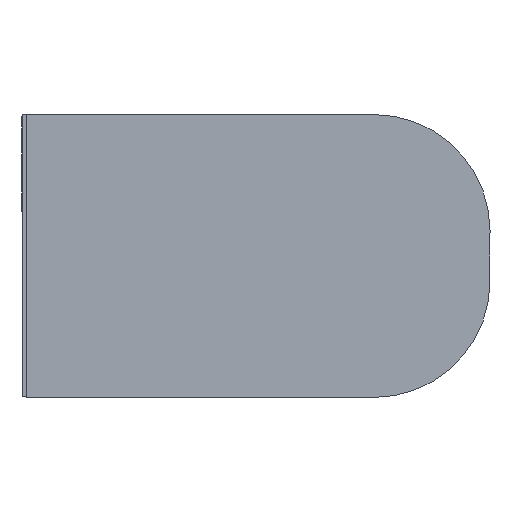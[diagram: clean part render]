
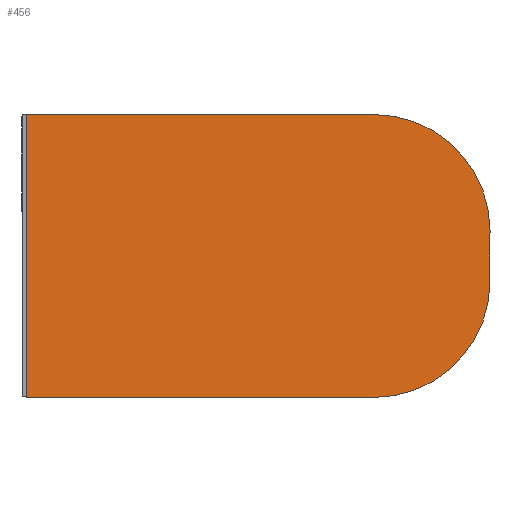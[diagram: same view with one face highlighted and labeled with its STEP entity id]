
A CAD part, front view. The second image highlights one B-rep face of the part: STEP entity #456.
In plain terms, the highlighted planar face has unit normal (0.052, -0.999, 0).
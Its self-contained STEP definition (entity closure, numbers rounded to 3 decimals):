
#29=PLANE('',#512);
#53=FACE_OUTER_BOUND('',#79,.T.);
#79=EDGE_LOOP('',(#410,#411,#412,#413,#414,#415,#416));
#96=LINE('',#695,#142);
#104=LINE('',#717,#150);
#109=LINE('',#732,#155);
#126=LINE('',#774,#172);
#127=LINE('',#775,#173);
#142=VECTOR('',#557,10.);
#150=VECTOR('',#575,10.);
#155=VECTOR('',#590,10.);
#172=VECTOR('',#641,10.);
#173=VECTOR('',#642,10.);
#183=CIRCLE('',#488,20.);
#186=CIRCLE('',#494,20.);
#210=VERTEX_POINT('',#692);
#211=VERTEX_POINT('',#694);
#215=VERTEX_POINT('',#704);
#216=VERTEX_POINT('',#705);
#220=VERTEX_POINT('',#715);
#224=VERTEX_POINT('',#729);
#225=VERTEX_POINT('',#731);
#256=EDGE_CURVE('',#210,#211,#96,.T.);
#261=EDGE_CURVE('',#215,#216,#183,.T.);
#267=EDGE_CURVE('',#220,#215,#104,.T.);
#271=EDGE_CURVE('',#211,#220,#186,.T.);
#274=EDGE_CURVE('',#224,#225,#109,.T.);
#296=EDGE_CURVE('',#225,#210,#126,.T.);
#297=EDGE_CURVE('',#216,#224,#127,.T.);
#410=ORIENTED_EDGE('',*,*,#261,.F.);
#411=ORIENTED_EDGE('',*,*,#267,.F.);
#412=ORIENTED_EDGE('',*,*,#271,.F.);
#413=ORIENTED_EDGE('',*,*,#256,.F.);
#414=ORIENTED_EDGE('',*,*,#296,.F.);
#415=ORIENTED_EDGE('',*,*,#274,.F.);
#416=ORIENTED_EDGE('',*,*,#297,.F.);
#456=ADVANCED_FACE('',(#53),#29,.T.);
#488=AXIS2_PLACEMENT_3D('',#706,#565,#566);
#494=AXIS2_PLACEMENT_3D('',#724,#584,#585);
#512=AXIS2_PLACEMENT_3D('',#773,#639,#640);
#557=DIRECTION('',(0.999,0.052,0.));
#565=DIRECTION('center_axis',(-0.052,0.999,0.));
#566=DIRECTION('ref_axis',(0.706,0.037,-0.707));
#575=DIRECTION('',(0.,0.,-1.));
#584=DIRECTION('center_axis',(-0.052,0.999,0.));
#585=DIRECTION('ref_axis',(0.706,0.037,0.707));
#590=DIRECTION('',(0.,0.,1.));
#639=DIRECTION('center_axis',(0.052,-0.999,0.));
#640=DIRECTION('ref_axis',(-0.999,-0.052,0.));
#641=DIRECTION('',(0.,0.,1.));
#642=DIRECTION('',(-0.999,-0.052,0.));
#692=CARTESIAN_POINT('',(-9.7,-15.8,2.5));
#694=CARTESIAN_POINT('',(50.218,-12.66,2.5));
#695=CARTESIAN_POINT('',(-9.7,-15.8,2.5));
#704=CARTESIAN_POINT('',(70.19,-11.613,-26.25));
#705=CARTESIAN_POINT('',(50.218,-12.66,-46.25));
#706=CARTESIAN_POINT('Origin',(50.218,-12.66,-26.25));
#715=CARTESIAN_POINT('',(70.19,-11.613,-17.5));
#717=CARTESIAN_POINT('',(70.19,-11.613,2.5));
#724=CARTESIAN_POINT('Origin',(50.218,-12.66,-17.5));
#729=CARTESIAN_POINT('',(-9.7,-15.8,-46.25));
#731=CARTESIAN_POINT('',(-9.7,-15.8,-46.15));
#732=CARTESIAN_POINT('',(-9.7,-15.8,2.5));
#773=CARTESIAN_POINT('Origin',(70.19,-11.613,2.5));
#774=CARTESIAN_POINT('',(-9.7,-15.8,2.5));
#775=CARTESIAN_POINT('',(-9.7,-15.8,-46.25));
